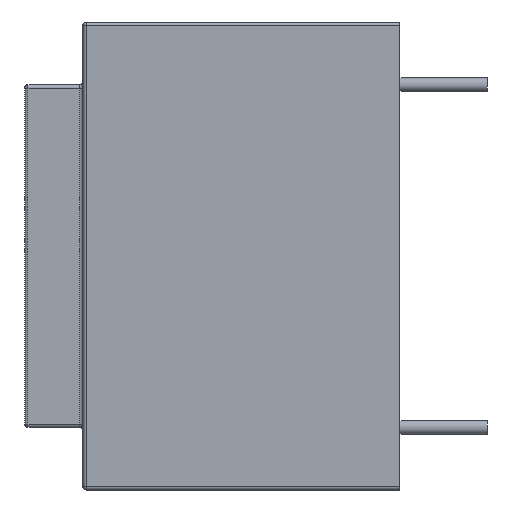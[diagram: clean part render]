
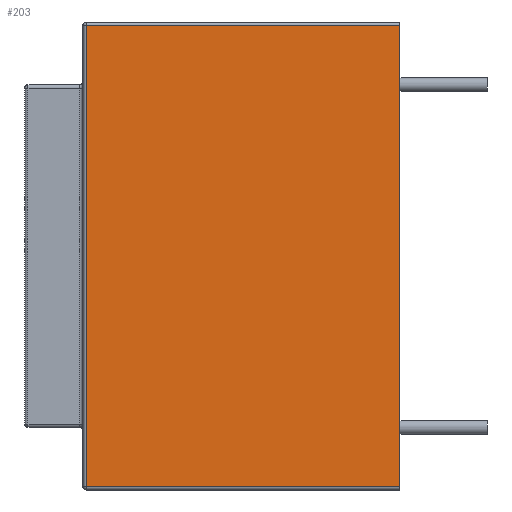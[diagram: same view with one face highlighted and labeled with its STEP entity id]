
A CAD part, left-side view. The second image highlights one B-rep face of the part: STEP entity #203.
In plain terms, the highlighted planar face has unit normal (-1, 0, 0).
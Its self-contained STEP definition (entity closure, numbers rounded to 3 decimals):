
#47 = PLANE ( 'NONE',  #1451 ) ;
#118 = VERTEX_POINT ( 'NONE', #1675 ) ;
#196 = DIRECTION ( 'NONE',  ( 0., 0., -1. ) ) ;
#199 = CARTESIAN_POINT ( 'NONE',  ( -16.15, -11.35, -13.65 ) ) ;
#203 = ADVANCED_FACE ( 'Defeature ausgef�hrt1_2', ( #1065 ), #47, .F. ) ;
#215 = EDGE_CURVE ( 'Defeature ausgef�hrt1_2+Defeature ausgef�hrt1_5+Defeature ausgef�hrt1_31+Defeature ausgef�hrt1_36', #1471, #118, #1095, .T. ) ;
#244 = EDGE_LOOP ( 'NONE', ( #293, #722, #289, #687 ) ) ;
#283 = CARTESIAN_POINT ( 'NONE',  ( -16.15, 7.15, -13.45 ) ) ;
#289 = ORIENTED_EDGE ( 'NONE', *, *, #215, .T. ) ;
#293 = ORIENTED_EDGE ( 'NONE', *, *, #873, .T. ) ;
#348 = LINE ( 'NONE', #600, #1530 ) ;
#407 = CARTESIAN_POINT ( 'NONE',  ( -16.15, 6.95, 13.45 ) ) ;
#448 = DIRECTION ( 'NONE',  ( 0., -1., 0. ) ) ;
#550 = VECTOR ( 'NONE', #1394, 1000. ) ;
#600 = CARTESIAN_POINT ( 'NONE',  ( -16.15, 7.15, 13.45 ) ) ;
#675 = EDGE_CURVE ( 'Defeature ausgef�hrt1_2+Defeature ausgef�hrt1_36+Defeature ausgef�hrt1_5+Defeature ausgef�hrt1_37', #118, #951, #348, .T. ) ;
#680 = CARTESIAN_POINT ( 'NONE',  ( -16.15, 7.15, -13.65 ) ) ;
#687 = ORIENTED_EDGE ( 'NONE', *, *, #675, .T. ) ;
#722 = ORIENTED_EDGE ( 'NONE', *, *, #1435, .T. ) ;
#873 = EDGE_CURVE ( 'Defeature ausgef�hrt1_2+Defeature ausgef�hrt1_37+Defeature ausgef�hrt1_36+Defeature ausgef�hrt1_31', #951, #941, #965, .T. ) ;
#920 = CARTESIAN_POINT ( 'NONE',  ( -16.15, 6.95, -13.45 ) ) ;
#941 = VERTEX_POINT ( 'NONE', #920 ) ;
#951 = VERTEX_POINT ( 'NONE', #407 ) ;
#961 = VECTOR ( 'NONE', #1327, 1000. ) ;
#965 = LINE ( 'NONE', #1282, #961 ) ;
#1065 = FACE_OUTER_BOUND ( 'NONE', #244, .T. ) ;
#1079 = LINE ( 'NONE', #283, #1636 ) ;
#1095 = LINE ( 'NONE', #199, #550 ) ;
#1243 = DIRECTION ( 'NONE',  ( 1., 0., 0. ) ) ;
#1282 = CARTESIAN_POINT ( 'NONE',  ( -16.15, 6.95, -13.65 ) ) ;
#1327 = DIRECTION ( 'NONE',  ( 0., 0., -1. ) ) ;
#1394 = DIRECTION ( 'NONE',  ( 0., 0., 1. ) ) ;
#1435 = EDGE_CURVE ( 'Defeature ausgef�hrt1_2+Defeature ausgef�hrt1_31+Defeature ausgef�hrt1_37+Defeature ausgef�hrt1_5', #941, #1471, #1079, .T. ) ;
#1451 = AXIS2_PLACEMENT_3D ( 'NONE', #680, #1243, #196 ) ;
#1471 = VERTEX_POINT ( 'NONE', #1547 ) ;
#1530 = VECTOR ( 'NONE', #1571, 1000. ) ;
#1547 = CARTESIAN_POINT ( 'NONE',  ( -16.15, -11.35, -13.45 ) ) ;
#1571 = DIRECTION ( 'NONE',  ( 0., 1., 0. ) ) ;
#1636 = VECTOR ( 'NONE', #448, 1000. ) ;
#1675 = CARTESIAN_POINT ( 'NONE',  ( -16.15, -11.35, 13.45 ) ) ;
